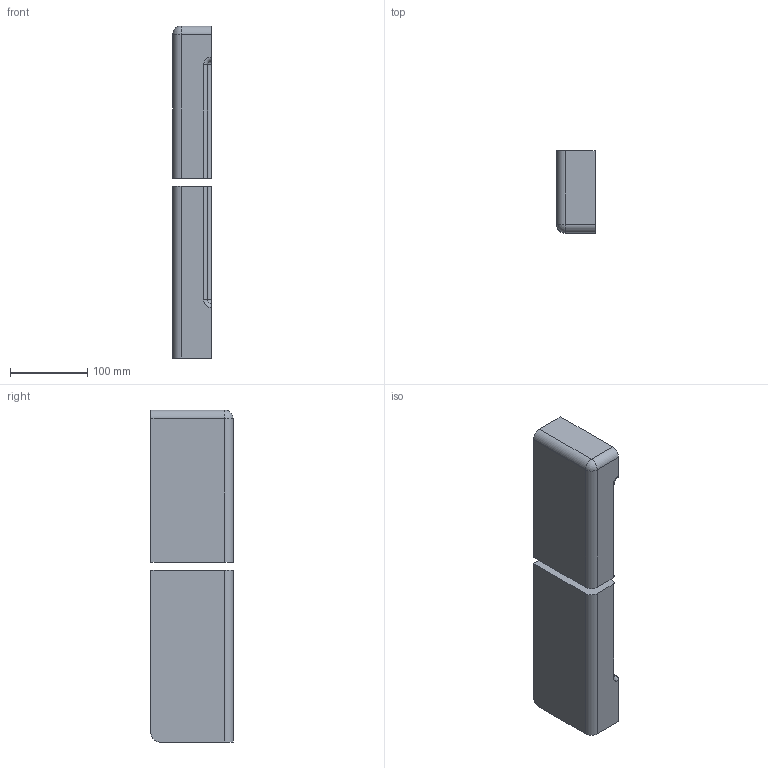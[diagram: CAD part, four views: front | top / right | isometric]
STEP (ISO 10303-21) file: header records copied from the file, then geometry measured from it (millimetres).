
FILE_DESCRIPTION(/* description */ ('STEP AP242','CAx-IF Rec.Pracs.---Representation and Presentation of Product Manufacturing Information (PMI)---4.0---2014-10-13','CAx-IF Rec.Pracs.---3D Tessellated Geometry---0.4---2014-09-14','2;1'),/* implementation_level */ '2;1');
FILE_NAME(/* name */ '688db85c06bd21477ee7a1e9',/* time_stamp */ '2025-08-02T07:03:56Z',/* author */ (''),/* organization */ (''),/* preprocessor_version */ 'ST-DEVELOPER v20',/* originating_system */ 'ONSHAPE BY PTC INC, 1.201',/* authorisation */ ' ');
FILE_SCHEMA (('AP242_MANAGED_MODEL_BASED_3D_ENGINEERING_MIM_LF { 1 0 10303 442 1 1 4 }'));
Length unit declared in the file: metre
Products named in the file (2): Vertical Left Up; Vertical Left Down
Bounding box: 50 x 106 x 429 mm (x, y, z)
Volume: 1349708.2 mm3; surface area: 229064.3 mm2
Topology: 2 solids, 2 shells, 79 faces, 197 edges, 121 vertices
Faces by surface type: plane 37, cylinder 37, sphere 3, torus 2
Full cylindrical faces by diameter (mm): 3.3 x8, 30 x2
Entity records: 2269 total; most frequent: DIRECTION 402, CARTESIAN_POINT 370, ORIENTED_EDGE 352, EDGE_CURVE 176, AXIS2_PLACEMENT_3D 145, VERTEX_POINT 113, LINE 112, VECTOR 112
